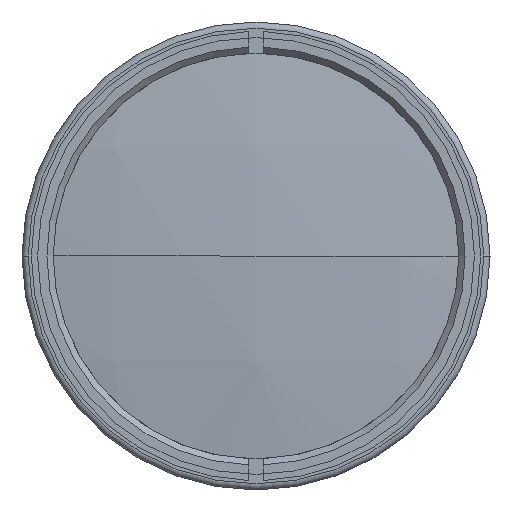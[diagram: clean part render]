
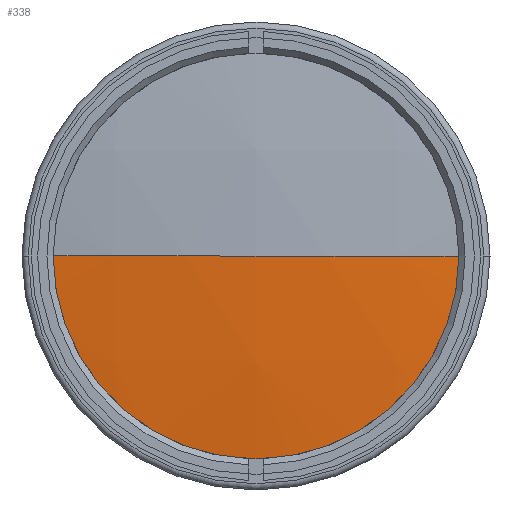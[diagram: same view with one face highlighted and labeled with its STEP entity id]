
A CAD part, left-side view. The second image highlights one B-rep face of the part: STEP entity #338.
In plain terms, the highlighted spherical face has radius 252 mm.
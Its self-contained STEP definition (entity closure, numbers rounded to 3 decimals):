
#135 = AXIS2_PLACEMENT_3D ( 'NONE', #1283, #707, #3456 ) ;
#338 = ADVANCED_FACE ( 'NONE', ( #1769 ), #2083, .T. ) ;
#564 = VERTEX_POINT ( 'NONE', #1592 ) ;
#707 = DIRECTION ( 'NONE',  ( 0., 0., -1. ) ) ;
#773 = VERTEX_POINT ( 'NONE', #1936 ) ;
#960 = EDGE_CURVE ( 'NONE', #773, #1935, #3280, .T. ) ;
#1058 = EDGE_CURVE ( 'NONE', #564, #1935, #1774, .T. ) ;
#1150 = ORIENTED_EDGE ( 'NONE', *, *, #1058, .F. ) ;
#1160 = CIRCLE ( 'NONE', #1613, 34. ) ;
#1234 = CARTESIAN_POINT ( 'NONE',  ( -141.213, 0., 0. ) ) ;
#1283 = CARTESIAN_POINT ( 'NONE',  ( 110.787, 0., 0. ) ) ;
#1306 = DIRECTION ( 'NONE',  ( 0., 0., 1. ) ) ;
#1532 = DIRECTION ( 'NONE',  ( 0., -1., 0. ) ) ;
#1548 = CARTESIAN_POINT ( 'NONE',  ( 110.787, 0., 0. ) ) ;
#1571 = CARTESIAN_POINT ( 'NONE',  ( 110.787, 0., 0. ) ) ;
#1592 = CARTESIAN_POINT ( 'NONE',  ( -138.909, 34., 0. ) ) ;
#1608 = DIRECTION ( 'NONE',  ( -1., 0., 0. ) ) ;
#1613 = AXIS2_PLACEMENT_3D ( 'NONE', #1642, #1608, #2719 ) ;
#1642 = CARTESIAN_POINT ( 'NONE',  ( -138.909, 0., 0. ) ) ;
#1681 = EDGE_CURVE ( 'NONE', #564, #773, #1160, .T. ) ;
#1728 = AXIS2_PLACEMENT_3D ( 'NONE', #1548, #2957, #2146 ) ;
#1769 = FACE_OUTER_BOUND ( 'NONE', #2642, .T. ) ;
#1774 = CIRCLE ( 'NONE', #2486, 252. ) ;
#1935 = VERTEX_POINT ( 'NONE', #1234 ) ;
#1936 = CARTESIAN_POINT ( 'NONE',  ( -138.909, -34., 0. ) ) ;
#2083 = SPHERICAL_SURFACE ( 'NONE', #135, 252. ) ;
#2146 = DIRECTION ( 'NONE',  ( 0., 1., 0. ) ) ;
#2224 = ORIENTED_EDGE ( 'NONE', *, *, #960, .T. ) ;
#2486 = AXIS2_PLACEMENT_3D ( 'NONE', #1571, #1306, #1532 ) ;
#2523 = ORIENTED_EDGE ( 'NONE', *, *, #1681, .T. ) ;
#2642 = EDGE_LOOP ( 'NONE', ( #2523, #2224, #1150 ) ) ;
#2719 = DIRECTION ( 'NONE',  ( 0., 0., 1. ) ) ;
#2957 = DIRECTION ( 'NONE',  ( 0., 0., -1. ) ) ;
#3280 = CIRCLE ( 'NONE', #1728, 252. ) ;
#3456 = DIRECTION ( 'NONE',  ( 0., 1., 0. ) ) ;
